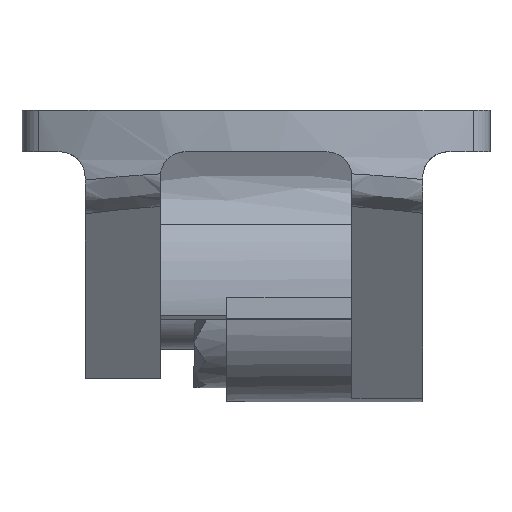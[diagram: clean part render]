
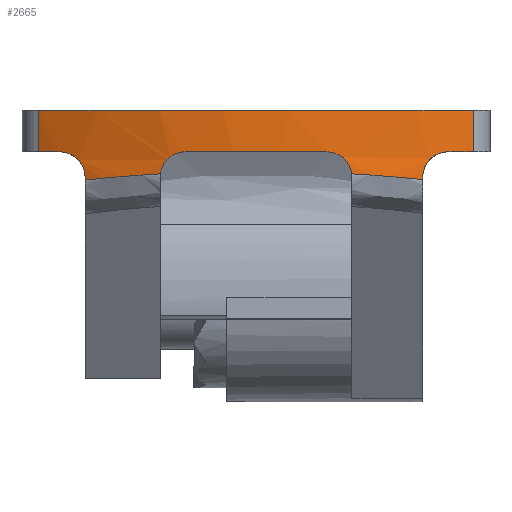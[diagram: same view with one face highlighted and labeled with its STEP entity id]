
A CAD part, front view. The second image highlights one B-rep face of the part: STEP entity #2665.
In plain terms, the highlighted cylindrical face has radius 51.901 mm (diameter 103.803 mm), a partial arc.
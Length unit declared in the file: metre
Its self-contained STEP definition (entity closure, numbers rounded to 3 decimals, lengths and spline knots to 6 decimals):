
#30=ELLIPSE('',#2870,0.053546,0.051901);
#31=ELLIPSE('',#2871,0.053546,0.051901);
#171=LINE('',#4334,#381);
#178=LINE('',#4362,#388);
#231=LINE('',#4605,#441);
#232=LINE('',#4606,#442);
#381=VECTOR('',#3176,1.);
#388=VECTOR('',#3197,1.);
#441=VECTOR('',#3340,1.);
#442=VECTOR('',#3341,1.);
#566=CIRCLE('',#2790,0.051901);
#567=CIRCLE('',#2791,0.051901);
#568=CIRCLE('',#2792,0.051901);
#594=CIRCLE('',#2846,0.051901);
#995=ORIENTED_EDGE('',*,*,#1730,.T.);
#996=ORIENTED_EDGE('',*,*,#1731,.T.);
#997=ORIENTED_EDGE('',*,*,#1637,.T.);
#998=ORIENTED_EDGE('',*,*,#1603,.T.);
#999=ORIENTED_EDGE('',*,*,#1571,.F.);
#1000=ORIENTED_EDGE('',*,*,#1732,.T.);
#1001=ORIENTED_EDGE('',*,*,#1699,.T.);
#1002=ORIENTED_EDGE('',*,*,#1733,.T.);
#1003=ORIENTED_EDGE('',*,*,#1589,.F.);
#1004=ORIENTED_EDGE('',*,*,#1734,.T.);
#1005=ORIENTED_EDGE('',*,*,#1624,.F.);
#1006=ORIENTED_EDGE('',*,*,#1735,.T.);
#1007=ORIENTED_EDGE('',*,*,#1736,.T.);
#1008=ORIENTED_EDGE('',*,*,#1580,.F.);
#1571=EDGE_CURVE('',#1954,#1955,#566,.T.);
#1580=EDGE_CURVE('',#1963,#1964,#567,.T.);
#1589=EDGE_CURVE('',#1972,#1973,#568,.T.);
#1603=EDGE_CURVE('',#1984,#1955,#2195,.T.);
#1624=EDGE_CURVE('',#2001,#2002,#171,.T.);
#1637=EDGE_CURVE('',#2013,#1984,#178,.T.);
#1699=EDGE_CURVE('',#2065,#2066,#594,.T.);
#1730=EDGE_CURVE('',#1963,#2088,#2212,.T.);
#1731=EDGE_CURVE('',#2088,#2013,#30,.T.);
#1732=EDGE_CURVE('',#1954,#2065,#231,.T.);
#1733=EDGE_CURVE('',#2066,#1973,#232,.F.);
#1734=EDGE_CURVE('',#1972,#2002,#2213,.T.);
#1735=EDGE_CURVE('',#2001,#2089,#31,.F.);
#1736=EDGE_CURVE('',#2089,#1964,#2214,.T.);
#1954=VERTEX_POINT('',#4210);
#1955=VERTEX_POINT('',#4212);
#1963=VERTEX_POINT('',#4228);
#1964=VERTEX_POINT('',#4230);
#1972=VERTEX_POINT('',#4246);
#1973=VERTEX_POINT('',#4248);
#1984=VERTEX_POINT('',#4279);
#2001=VERTEX_POINT('',#4333);
#2002=VERTEX_POINT('',#4335);
#2013=VERTEX_POINT('',#4363);
#2065=VERTEX_POINT('',#4530);
#2066=VERTEX_POINT('',#4531);
#2088=VERTEX_POINT('',#4603);
#2089=VERTEX_POINT('',#4613);
#2195=B_SPLINE_CURVE_WITH_KNOTS('',3,(#4274,#4275,#4276,#4277,#4278),
 .UNSPECIFIED.,.F.,.F.,(4,1,4),(0.,0.002464,0.004928),
 .UNSPECIFIED.);
#2212=B_SPLINE_CURVE_WITH_KNOTS('',3,(#4598,#4599,#4600,#4601,#4602),
 .UNSPECIFIED.,.F.,.F.,(4,1,4),(0.,0.002186,0.004372),
 .UNSPECIFIED.);
#2213=B_SPLINE_CURVE_WITH_KNOTS('',3,(#4607,#4608,#4609,#4610,#4611),
 .UNSPECIFIED.,.F.,.F.,(4,1,4),(0.,0.00247,0.00494),
 .UNSPECIFIED.);
#2214=B_SPLINE_CURVE_WITH_KNOTS('',3,(#4614,#4615,#4616,#4617,#4618),
 .UNSPECIFIED.,.F.,.F.,(4,1,4),(0.000359,0.002544,
0.00473),.UNSPECIFIED.);
#2295=EDGE_LOOP('',(#995,#996,#997,#998,#999,#1000,#1001,#1002,#1003,#1004,
#1005,#1006,#1007,#1008));
#2466=FACE_BOUND('',#2295,.T.);
#2579=CYLINDRICAL_SURFACE('',#2869,0.051901);
#2665=ADVANCED_FACE('',(#2466),#2579,.T.);
#2790=AXIS2_PLACEMENT_3D('',#4211,#3091,#3092);
#2791=AXIS2_PLACEMENT_3D('',#4229,#3101,#3102);
#2792=AXIS2_PLACEMENT_3D('',#4247,#3111,#3112);
#2846=AXIS2_PLACEMENT_3D('',#4529,#3278,#3279);
#2869=AXIS2_PLACEMENT_3D('',#4597,#3336,#3337);
#2870=AXIS2_PLACEMENT_3D('',#4604,#3338,#3339);
#2871=AXIS2_PLACEMENT_3D('',#4612,#3342,#3343);
#3091=DIRECTION('',(0.,0.,-1.));
#3092=DIRECTION('',(-1.,0.,0.));
#3101=DIRECTION('',(0.,0.,-1.));
#3102=DIRECTION('',(-1.,0.,0.));
#3111=DIRECTION('',(0.,0.,-1.));
#3112=DIRECTION('',(-1.,0.,0.));
#3176=DIRECTION('',(0.,0.,1.));
#3197=DIRECTION('',(0.,0.,1.));
#3278=DIRECTION('',(0.,0.,-1.));
#3279=DIRECTION('',(-1.,0.,0.));
#3336=DIRECTION('',(0.,0.,1.));
#3337=DIRECTION('',(1.,0.,0.));
#3338=DIRECTION('',(0.,0.246,0.969));
#3339=DIRECTION('',(0.,-0.969,0.246));
#3340=DIRECTION('',(0.,0.,1.));
#3341=DIRECTION('',(0.,0.,1.));
#3342=DIRECTION('',(0.,-0.246,-0.969));
#3343=DIRECTION('',(0.,-0.969,0.246));
#4210=CARTESIAN_POINT('',(0.026078,-0.044874,-0.012161));
#4211=CARTESIAN_POINT('',(0.,0.,-0.012161));
#4212=CARTESIAN_POINT('',(0.023,-0.046527,-0.012161));
#4228=CARTESIAN_POINT('',(0.0085,-0.051201,-0.012161));
#4229=CARTESIAN_POINT('',(0.,0.,-0.012161));
#4230=CARTESIAN_POINT('',(-0.0085,-0.051201,-0.012161));
#4246=CARTESIAN_POINT('',(-0.0235,-0.046276,-0.012161));
#4247=CARTESIAN_POINT('',(0.,0.,-0.012161));
#4248=CARTESIAN_POINT('',(-0.026078,-0.044874,-0.012161));
#4274=CARTESIAN_POINT('',(0.02,-0.047893,-0.015161));
#4275=CARTESIAN_POINT('',(0.02,-0.047893,-0.014327));
#4276=CARTESIAN_POINT('',(0.020741,-0.04759,-0.012727));
#4277=CARTESIAN_POINT('',(0.022255,-0.046895,-0.012161));
#4278=CARTESIAN_POINT('',(0.023,-0.046527,-0.012161));
#4279=CARTESIAN_POINT('',(0.02,-0.047893,-0.015161));
#4333=CARTESIAN_POINT('',(-0.0205,-0.047681,-0.015545));
#4334=CARTESIAN_POINT('',(-0.0205,-0.047681,-0.059361));
#4335=CARTESIAN_POINT('',(-0.0205,-0.047681,-0.015161));
#4362=CARTESIAN_POINT('',(0.02,-0.047893,-0.059361));
#4363=CARTESIAN_POINT('',(0.02,-0.047893,-0.015492));
#4529=CARTESIAN_POINT('',(0.,0.,-0.007161));
#4530=CARTESIAN_POINT('',(0.026078,-0.044874,-0.007161));
#4531=CARTESIAN_POINT('',(-0.026078,-0.044874,-0.007161));
#4597=CARTESIAN_POINT('',(0.,0.,-0.012161));
#4598=CARTESIAN_POINT('',(0.0085,-0.051201,-0.012161));
#4599=CARTESIAN_POINT('',(0.009229,-0.051079,-0.012161));
#4600=CARTESIAN_POINT('',(0.010656,-0.050805,-0.012703));
#4601=CARTESIAN_POINT('',(0.01139,-0.050636,-0.01407));
#4602=CARTESIAN_POINT('',(0.011478,-0.050616,-0.014801));
#4603=CARTESIAN_POINT('',(0.011478,-0.050616,-0.014801));
#4604=CARTESIAN_POINT('',(0.,0.,-0.027644));
#4605=CARTESIAN_POINT('',(0.026078,-0.044874,-0.012161));
#4606=CARTESIAN_POINT('',(-0.026078,-0.044874,-0.012161));
#4607=CARTESIAN_POINT('',(-0.0235,-0.046276,-0.012161));
#4608=CARTESIAN_POINT('',(-0.022756,-0.046654,-0.012161));
#4609=CARTESIAN_POINT('',(-0.02125,-0.047365,-0.01272));
#4610=CARTESIAN_POINT('',(-0.0205,-0.047681,-0.014323));
#4611=CARTESIAN_POINT('',(-0.0205,-0.047681,-0.015161));
#4612=CARTESIAN_POINT('',(0.,0.,-0.027644));
#4613=CARTESIAN_POINT('',(-0.011478,-0.050616,-0.014801));
#4614=CARTESIAN_POINT('',(-0.011478,-0.050616,-0.014801));
#4615=CARTESIAN_POINT('',(-0.011391,-0.050636,-0.014077));
#4616=CARTESIAN_POINT('',(-0.010659,-0.050805,-0.012703));
#4617=CARTESIAN_POINT('',(-0.009229,-0.05108,-0.012161));
#4618=CARTESIAN_POINT('',(-0.0085,-0.051201,-0.012161));
